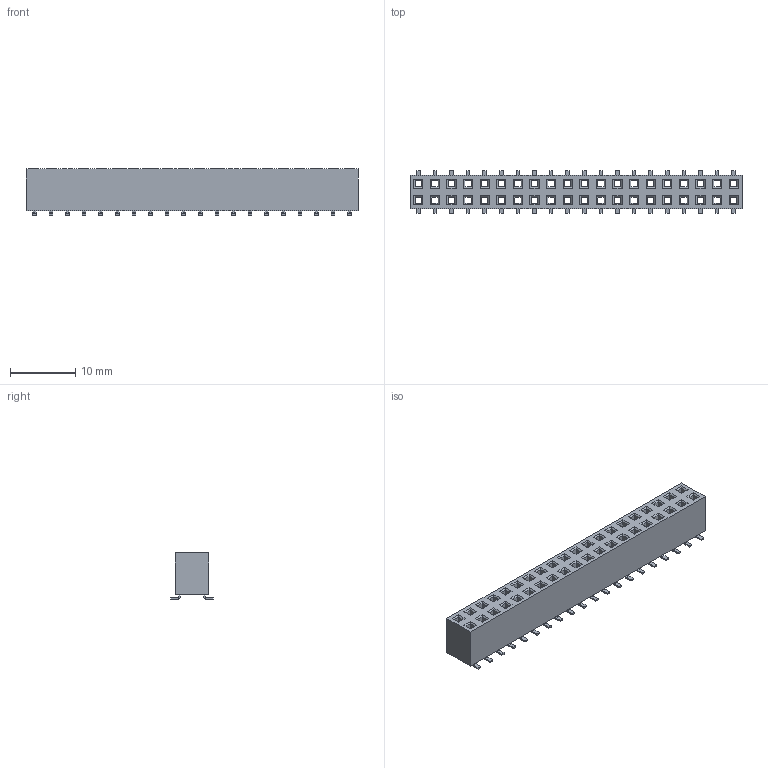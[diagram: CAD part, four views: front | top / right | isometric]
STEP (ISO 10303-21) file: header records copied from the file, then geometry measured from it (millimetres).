
FILE_DESCRIPTION(/* description */ (''),/* implementation_level */ '2;1');
FILE_NAME(/* name */ 'Pin Socket SMD 2x20 ZL264-40DG.step',/* time_stamp */ '2019-06-12T10:31:01+02:00',/* author */ (''),/* organization */ (''),/* preprocessor_version */ 'ST-DEVELOPER v18',/* originating_system */ 'Autodesk Translation Framework v8.2.0.1029',/* authorisation */ '');
FILE_SCHEMA (('AUTOMOTIVE_DESIGN { 1 0 10303 214 3 1 1 }'));
Length unit declared in the file: millimetre
Products named in the file (1): Pin Socket SMD 2x20 ZL264-40DG
Bounding box: 50.8 x 6.5 x 7.1 mm (x, y, z)
Volume: 1401 mm3; surface area: 2280.7 mm2
Topology: 41 solids, 41 shells, 806 faces, 2012 edges, 1288 vertices
Faces by surface type: plane 646, cylinder 160
Entity records: 23763 total; most frequent: CARTESIAN_POINT 4107, ORIENTED_EDGE 4024, DIRECTION 3946, EDGE_CURVE 2012, LINE 1692, VECTOR 1692, VERTEX_POINT 1288, AXIS2_PLACEMENT_3D 1127
